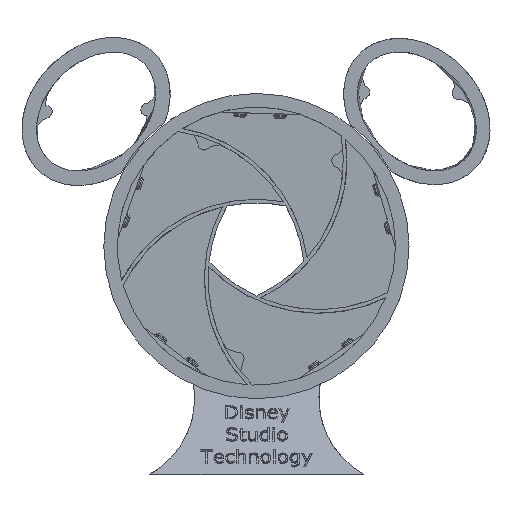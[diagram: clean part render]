
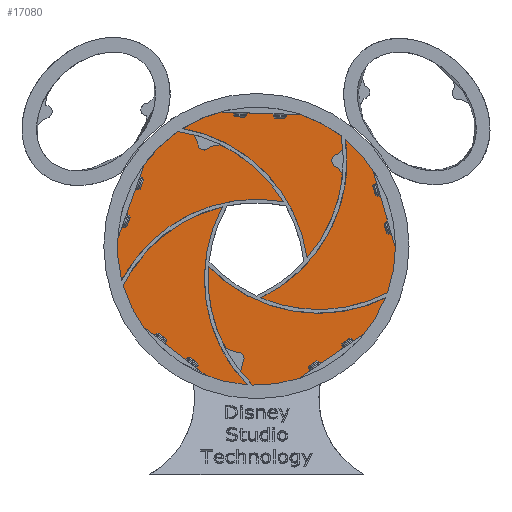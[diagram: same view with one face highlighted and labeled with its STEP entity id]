
A CAD part, top view. The second image highlights one B-rep face of the part: STEP entity #17080.
In plain terms, the highlighted planar face has unit normal (0, 0, 1).
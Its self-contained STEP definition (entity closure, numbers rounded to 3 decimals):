
#1391=FACE_BOUND('',#4012,.T.);
#1392=FACE_BOUND('',#4013,.T.);
#1393=FACE_BOUND('',#4014,.T.);
#1394=FACE_BOUND('',#4015,.T.);
#1906=CIRCLE('',#18243,104.453);
#1908=CIRCLE('',#18246,104.453);
#1910=CIRCLE('',#18249,104.453);
#1912=CIRCLE('',#18252,104.453);
#1914=CIRCLE('',#18255,104.453);
#1916=CIRCLE('',#18258,3.5);
#1918=CIRCLE('',#18262,3.5);
#1920=CIRCLE('',#18266,3.5);
#1923=CIRCLE('',#18271,100.);
#2883=FACE_OUTER_BOUND('',#4011,.T.);
#4011=EDGE_LOOP('',(#15655));
#4012=EDGE_LOOP('',(#15656,#15657,#15658,#15659,#15660));
#4013=EDGE_LOOP('',(#15661));
#4014=EDGE_LOOP('',(#15662));
#4015=EDGE_LOOP('',(#15663));
#8266=VERTEX_POINT('',#35589);
#8267=VERTEX_POINT('',#35590);
#8270=VERTEX_POINT('',#35598);
#8272=VERTEX_POINT('',#35604);
#8274=VERTEX_POINT('',#35610);
#8276=VERTEX_POINT('',#35619);
#8278=VERTEX_POINT('',#35626);
#8280=VERTEX_POINT('',#35633);
#8283=VERTEX_POINT('',#35642);
#10717=EDGE_CURVE('',#8266,#8267,#1906,.T.);
#10721=EDGE_CURVE('',#8267,#8270,#1908,.T.);
#10724=EDGE_CURVE('',#8270,#8272,#1910,.T.);
#10727=EDGE_CURVE('',#8272,#8274,#1912,.T.);
#10730=EDGE_CURVE('',#8274,#8266,#1914,.T.);
#10732=EDGE_CURVE('',#8276,#8276,#1916,.T.);
#10735=EDGE_CURVE('',#8278,#8278,#1918,.T.);
#10738=EDGE_CURVE('',#8280,#8280,#1920,.T.);
#10743=EDGE_CURVE('',#8283,#8283,#1923,.T.);
#15655=ORIENTED_EDGE('',*,*,#10743,.F.);
#15656=ORIENTED_EDGE('',*,*,#10724,.T.);
#15657=ORIENTED_EDGE('',*,*,#10727,.T.);
#15658=ORIENTED_EDGE('',*,*,#10730,.T.);
#15659=ORIENTED_EDGE('',*,*,#10717,.T.);
#15660=ORIENTED_EDGE('',*,*,#10721,.T.);
#15661=ORIENTED_EDGE('',*,*,#10732,.T.);
#15662=ORIENTED_EDGE('',*,*,#10735,.T.);
#15663=ORIENTED_EDGE('',*,*,#10738,.T.);
#16120=PLANE('',#18273);
#17080=ADVANCED_FACE('',(#2883,#1391,#1392,#1393,#1394),#16120,.F.);
#18243=AXIS2_PLACEMENT_3D('',#35591,#21674,#21675);
#18246=AXIS2_PLACEMENT_3D('',#35599,#21682,#21683);
#18249=AXIS2_PLACEMENT_3D('',#35605,#21689,#21690);
#18252=AXIS2_PLACEMENT_3D('',#35611,#21696,#21697);
#18255=AXIS2_PLACEMENT_3D('',#35616,#21703,#21704);
#18258=AXIS2_PLACEMENT_3D('',#35620,#21709,#21710);
#18262=AXIS2_PLACEMENT_3D('',#35627,#21718,#21719);
#18266=AXIS2_PLACEMENT_3D('',#35634,#21727,#21728);
#18271=AXIS2_PLACEMENT_3D('',#35644,#21739,#21740);
#18273=AXIS2_PLACEMENT_3D('',#35646,#21743,#21744);
#21674=DIRECTION('center_axis',(0.,0.,-1.));
#21675=DIRECTION('ref_axis',(0.872,0.49,0.));
#21682=DIRECTION('center_axis',(0.,0.,-1.));
#21683=DIRECTION('ref_axis',(0.736,-0.677,0.));
#21689=DIRECTION('center_axis',(0.,0.,-1.));
#21690=DIRECTION('ref_axis',(-0.417,-0.909,0.));
#21696=DIRECTION('center_axis',(0.,0.,-1.));
#21697=DIRECTION('ref_axis',(-0.993,0.116,0.));
#21703=DIRECTION('center_axis',(0.,0.,-1.));
#21704=DIRECTION('ref_axis',(-0.197,0.98,0.));
#21709=DIRECTION('center_axis',(0.,0.,-1.));
#21710=DIRECTION('ref_axis',(1.,0.,0.));
#21718=DIRECTION('center_axis',(0.,0.,-1.));
#21719=DIRECTION('ref_axis',(1.,0.,0.));
#21727=DIRECTION('center_axis',(0.,0.,-1.));
#21728=DIRECTION('ref_axis',(1.,0.,0.));
#21739=DIRECTION('center_axis',(0.,0.,-1.));
#21740=DIRECTION('ref_axis',(1.,0.,0.));
#21743=DIRECTION('center_axis',(0.,0.,-1.));
#21744=DIRECTION('ref_axis',(1.,0.,0.));
#35589=CARTESIAN_POINT('',(20.572,28.316,0.));
#35590=CARTESIAN_POINT('',(33.287,-10.816,0.));
#35591=CARTESIAN_POINT('Origin',(-70.465,-22.896,0.));
#35598=CARTESIAN_POINT('',(0.,-35.,0.));
#35599=CARTESIAN_POINT('Origin',(-43.55,59.941,0.));
#35604=CARTESIAN_POINT('',(-33.287,-10.816,0.));
#35605=CARTESIAN_POINT('Origin',(43.55,59.941,0.));
#35610=CARTESIAN_POINT('',(-20.572,28.316,0.));
#35611=CARTESIAN_POINT('Origin',(70.465,-22.896,0.));
#35616=CARTESIAN_POINT('Origin',(0.,-74.092,0.));
#35619=CARTESIAN_POINT('',(-16.708,-78.748,0.));
#35620=CARTESIAN_POINT('Origin',(-13.208,-78.748,0.));
#35626=CARTESIAN_POINT('',(-40.03,71.975,0.));
#35627=CARTESIAN_POINT('Origin',(-36.53,71.975,0.));
#35633=CARTESIAN_POINT('',(53.725,59.889,0.));
#35634=CARTESIAN_POINT('Origin',(57.225,59.889,0.));
#35642=CARTESIAN_POINT('',(-100.,0.,0.));
#35644=CARTESIAN_POINT('Origin',(0.,0.,0.));
#35646=CARTESIAN_POINT('Origin',(0.,0.,0.));
